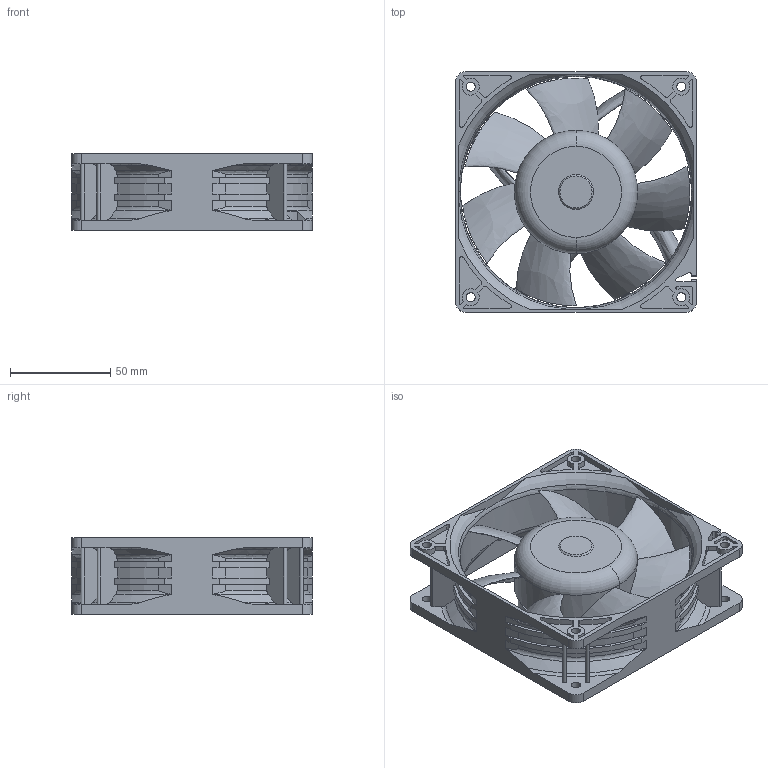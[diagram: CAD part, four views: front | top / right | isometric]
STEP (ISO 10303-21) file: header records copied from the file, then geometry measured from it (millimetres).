
FILE_DESCRIPTION((''),'2;1');
FILE_NAME('AFB12_3D_ASM','2008-10-07T',('JIM.HUNG'),(''),'PRO/ENGINEER BY PARAMETRIC TECHNOLOGY CORPORATION, 2004440','PRO/ENGINEER BY PARAMETRIC TECHNOLOGY CORPORATION, 2004440','');
FILE_SCHEMA(('CONFIG_CONTROL_DESIGN'));
Length unit declared in the file: millimetre
Products named in the file (3): FRAME; IMPELLER; AFB12_3D_ASM
Assembly tree (2 placements, depth 2):
  AFB12_3D_ASM
    FRAME
    IMPELLER
Bounding box: 120 x 120 x 38 mm (x, y, z)
Volume: 157554.3 mm3; surface area: 83782.4 mm2
Topology: 2 solids, 2 shells, 576 faces, 1665 edges, 1105 vertices
Faces by surface type: plane 227, cylinder 195, torus 72, bspline 43, cone 26, extrusion 13
Entity records: 27500 total; most frequent: CARTESIAN_POINT 12486, ORIENTED_EDGE 3330, DIRECTION 2906, EDGE_CURVE 1665, VERTEX_POINT 1105, AXIS2_PLACEMENT_3D 1053, VECTOR 800, LINE 787
